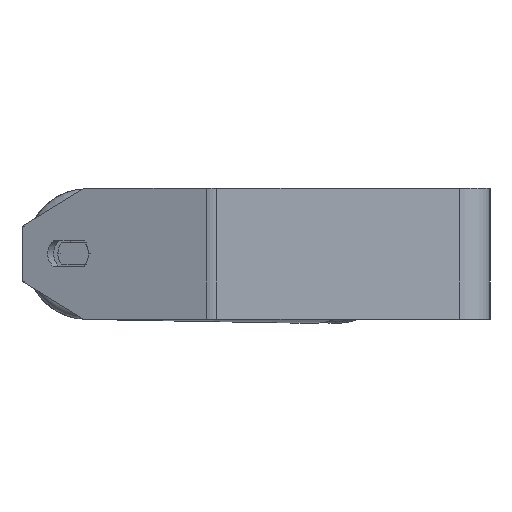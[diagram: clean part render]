
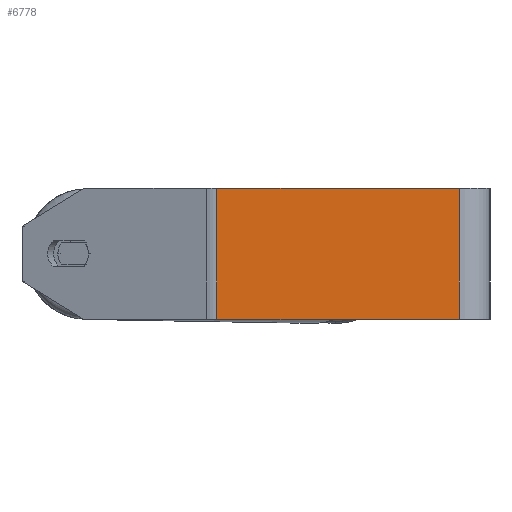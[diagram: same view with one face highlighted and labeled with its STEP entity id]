
A CAD part, left-side view. The second image highlights one B-rep face of the part: STEP entity #6778.
In plain terms, the highlighted planar face has unit normal (-1, 0, 0).
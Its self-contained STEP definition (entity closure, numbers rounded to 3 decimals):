
#13 = CARTESIAN_POINT ( 'NONE',  ( -525., 125.253, 30. ) ) ;
#119 = VECTOR ( 'NONE', #2628, 1000. ) ;
#124 = DIRECTION ( 'NONE',  ( 0., 0., -1. ) ) ;
#510 = EDGE_CURVE ( 'NONE', #2218, #3757, #8124, .T. ) ;
#561 = CARTESIAN_POINT ( 'NONE',  ( -525., 127.722, -30. ) ) ;
#871 = DIRECTION ( 'NONE',  ( 0., -1., 0. ) ) ;
#913 = DIRECTION ( 'NONE',  ( 1., 0., 0. ) ) ;
#1443 = PLANE ( 'NONE',  #5447 ) ;
#1465 = ORIENTED_EDGE ( 'NONE', *, *, #8580, .T. ) ;
#1609 = EDGE_CURVE ( 'NONE', #6271, #4670, #3090, .T. ) ;
#2153 = LINE ( 'NONE', #7566, #8316 ) ;
#2218 = VERTEX_POINT ( 'NONE', #7039 ) ;
#2578 = ORIENTED_EDGE ( 'NONE', *, *, #5651, .F. ) ;
#2628 = DIRECTION ( 'NONE',  ( 0., -1., 0. ) ) ;
#2958 = FACE_OUTER_BOUND ( 'NONE', #3234, .T. ) ;
#2996 = CARTESIAN_POINT ( 'NONE',  ( -525., 125.253, 30. ) ) ;
#3090 = LINE ( 'NONE', #2996, #3571 ) ;
#3234 = EDGE_LOOP ( 'NONE', ( #1465, #4913, #2578, #5383 ) ) ;
#3571 = VECTOR ( 'NONE', #3660, 1000. ) ;
#3660 = DIRECTION ( 'NONE',  ( 0., 0., -1. ) ) ;
#3757 = VERTEX_POINT ( 'NONE', #4419 ) ;
#4419 = CARTESIAN_POINT ( 'NONE',  ( -525., 14., -30. ) ) ;
#4670 = VERTEX_POINT ( 'NONE', #5537 ) ;
#4674 = CARTESIAN_POINT ( 'NONE',  ( -525., 14., 30. ) ) ;
#4913 = ORIENTED_EDGE ( 'NONE', *, *, #510, .F. ) ;
#5383 = ORIENTED_EDGE ( 'NONE', *, *, #1609, .T. ) ;
#5447 = AXIS2_PLACEMENT_3D ( 'NONE', #5509, #913, #124 ) ;
#5509 = CARTESIAN_POINT ( 'NONE',  ( -525., 127.722, 30. ) ) ;
#5537 = CARTESIAN_POINT ( 'NONE',  ( -525., 125.253, -30. ) ) ;
#5651 = EDGE_CURVE ( 'NONE', #6271, #2218, #2153, .T. ) ;
#5931 = LINE ( 'NONE', #561, #119 ) ;
#6060 = DIRECTION ( 'NONE',  ( 0., 0., -1. ) ) ;
#6271 = VERTEX_POINT ( 'NONE', #13 ) ;
#6778 = ADVANCED_FACE ( 'NONE', ( #2958 ), #1443, .F. ) ;
#7039 = CARTESIAN_POINT ( 'NONE',  ( -525., 14., 30. ) ) ;
#7566 = CARTESIAN_POINT ( 'NONE',  ( -525., 127.722, 30. ) ) ;
#8124 = LINE ( 'NONE', #4674, #8492 ) ;
#8316 = VECTOR ( 'NONE', #871, 1000. ) ;
#8492 = VECTOR ( 'NONE', #6060, 1000. ) ;
#8580 = EDGE_CURVE ( 'NONE', #4670, #3757, #5931, .T. ) ;
